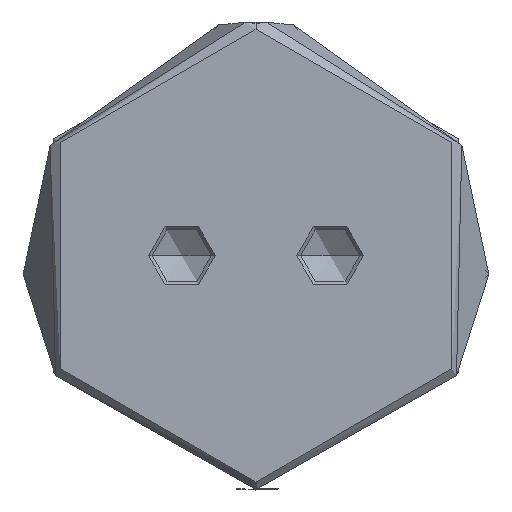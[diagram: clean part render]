
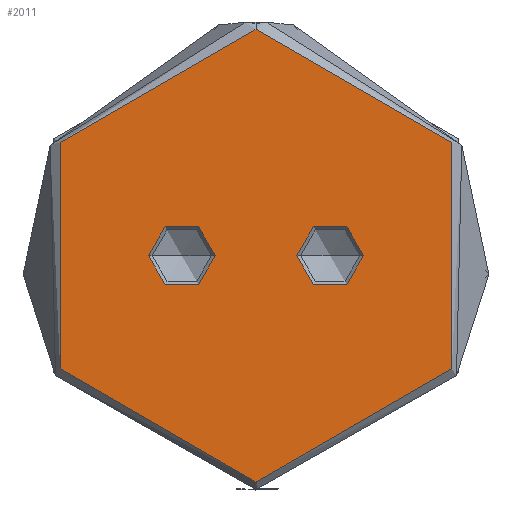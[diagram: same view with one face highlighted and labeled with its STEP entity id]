
A CAD part, front view. The second image highlights one B-rep face of the part: STEP entity #2011.
In plain terms, the highlighted face is planar.
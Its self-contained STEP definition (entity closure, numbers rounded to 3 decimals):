
#210 = DIRECTION ( 'NONE',  ( 0., 0., 1. ) ) ;
#440 = DIRECTION ( 'NONE',  ( 0., 0., 1. ) ) ;
#490 = ORIENTED_EDGE ( 'NONE', *, *, #6572, .T. ) ;
#678 = VERTEX_POINT ( 'NONE', #6627 ) ;
#685 = DIRECTION ( 'NONE',  ( 1., 0., 0. ) ) ;
#694 = DIRECTION ( 'NONE',  ( 0., 0., 1. ) ) ;
#732 = DIRECTION ( 'NONE',  ( 0., 0., -1. ) ) ;
#802 = PLANE ( 'NONE',  #3969 ) ;
#843 = CIRCLE ( 'NONE', #5986, 4.5 ) ;
#950 = EDGE_CURVE ( 'NONE', #5853, #3580, #5403, .T. ) ;
#992 = AXIS2_PLACEMENT_3D ( 'NONE', #3903, #694, #4440 ) ;
#1135 = DIRECTION ( 'NONE',  ( 0., -1., 0. ) ) ;
#1183 = FACE_OUTER_BOUND ( 'NONE', #3263, .T. ) ;
#1349 = CIRCLE ( 'NONE', #3133, 4.5 ) ;
#1372 = ORIENTED_EDGE ( 'NONE', *, *, #5282, .F. ) ;
#1505 = ORIENTED_EDGE ( 'NONE', *, *, #950, .T. ) ;
#1781 = CARTESIAN_POINT ( 'NONE',  ( 0., -5.5, 0. ) ) ;
#1879 = CARTESIAN_POINT ( 'NONE',  ( 0., 10., 0. ) ) ;
#1901 = CARTESIAN_POINT ( 'NONE',  ( 0., 5.5, 0. ) ) ;
#1922 = VERTEX_POINT ( 'NONE', #4666 ) ;
#2011 = ADVANCED_FACE ( 'NONE', ( #1183, #4025, #5442 ), #802, .F. ) ;
#2376 = ORIENTED_EDGE ( 'NONE', *, *, #6023, .F. ) ;
#2726 = DIRECTION ( 'NONE',  ( 0., 0., -1. ) ) ;
#2777 = VERTEX_POINT ( 'NONE', #1901 ) ;
#2787 = DIRECTION ( 'NONE',  ( 0., 1., 0. ) ) ;
#3078 = CARTESIAN_POINT ( 'NONE',  ( 0., -10., 0. ) ) ;
#3080 = AXIS2_PLACEMENT_3D ( 'NONE', #3078, #2726, #4897 ) ;
#3105 = AXIS2_PLACEMENT_3D ( 'NONE', #3732, #6939, #685 ) ;
#3133 = AXIS2_PLACEMENT_3D ( 'NONE', #1879, #210, #1135 ) ;
#3263 = EDGE_LOOP ( 'NONE', ( #490, #1505 ) ) ;
#3580 = VERTEX_POINT ( 'NONE', #6133 ) ;
#3659 = CARTESIAN_POINT ( 'NONE',  ( 0., 10., 0. ) ) ;
#3732 = CARTESIAN_POINT ( 'NONE',  ( 0., 0., 0. ) ) ;
#3853 = EDGE_LOOP ( 'NONE', ( #1372, #2376 ) ) ;
#3903 = CARTESIAN_POINT ( 'NONE',  ( 0., 0., 0. ) ) ;
#3969 = AXIS2_PLACEMENT_3D ( 'NONE', #6268, #732, #6835 ) ;
#4025 = FACE_BOUND ( 'NONE', #3853, .T. ) ;
#4170 = DIRECTION ( 'NONE',  ( 0., -1., 0. ) ) ;
#4439 = EDGE_CURVE ( 'NONE', #678, #5676, #5457, .T. ) ;
#4440 = DIRECTION ( 'NONE',  ( 1., 0., 0. ) ) ;
#4666 = CARTESIAN_POINT ( 'NONE',  ( 0., 14.5, 0. ) ) ;
#4793 = EDGE_LOOP ( 'NONE', ( #6838, #5711 ) ) ;
#4897 = DIRECTION ( 'NONE',  ( 0., 1., 0. ) ) ;
#5282 = EDGE_CURVE ( 'NONE', #2777, #1922, #1349, .T. ) ;
#5403 = CIRCLE ( 'NONE', #3105, 30.5 ) ;
#5442 = FACE_BOUND ( 'NONE', #4793, .T. ) ;
#5457 = CIRCLE ( 'NONE', #3080, 4.5 ) ;
#5490 = EDGE_CURVE ( 'NONE', #5676, #678, #843, .T. ) ;
#5654 = CARTESIAN_POINT ( 'NONE',  ( 30.5, 0., 0. ) ) ;
#5676 = VERTEX_POINT ( 'NONE', #1781 ) ;
#5711 = ORIENTED_EDGE ( 'NONE', *, *, #4439, .T. ) ;
#5853 = VERTEX_POINT ( 'NONE', #5654 ) ;
#5986 = AXIS2_PLACEMENT_3D ( 'NONE', #6778, #6441, #2787 ) ;
#6023 = EDGE_CURVE ( 'NONE', #1922, #2777, #6671, .T. ) ;
#6133 = CARTESIAN_POINT ( 'NONE',  ( -30.5, 0., 0. ) ) ;
#6268 = CARTESIAN_POINT ( 'NONE',  ( 0., 0., 0. ) ) ;
#6441 = DIRECTION ( 'NONE',  ( 0., 0., -1. ) ) ;
#6572 = EDGE_CURVE ( 'NONE', #3580, #5853, #6654, .T. ) ;
#6627 = CARTESIAN_POINT ( 'NONE',  ( 0., -14.5, 0. ) ) ;
#6654 = CIRCLE ( 'NONE', #992, 30.5 ) ;
#6671 = CIRCLE ( 'NONE', #6884, 4.5 ) ;
#6778 = CARTESIAN_POINT ( 'NONE',  ( 0., -10., 0. ) ) ;
#6835 = DIRECTION ( 'NONE',  ( -1., 0., 0. ) ) ;
#6838 = ORIENTED_EDGE ( 'NONE', *, *, #5490, .T. ) ;
#6884 = AXIS2_PLACEMENT_3D ( 'NONE', #3659, #440, #4170 ) ;
#6939 = DIRECTION ( 'NONE',  ( 0., 0., 1. ) ) ;
